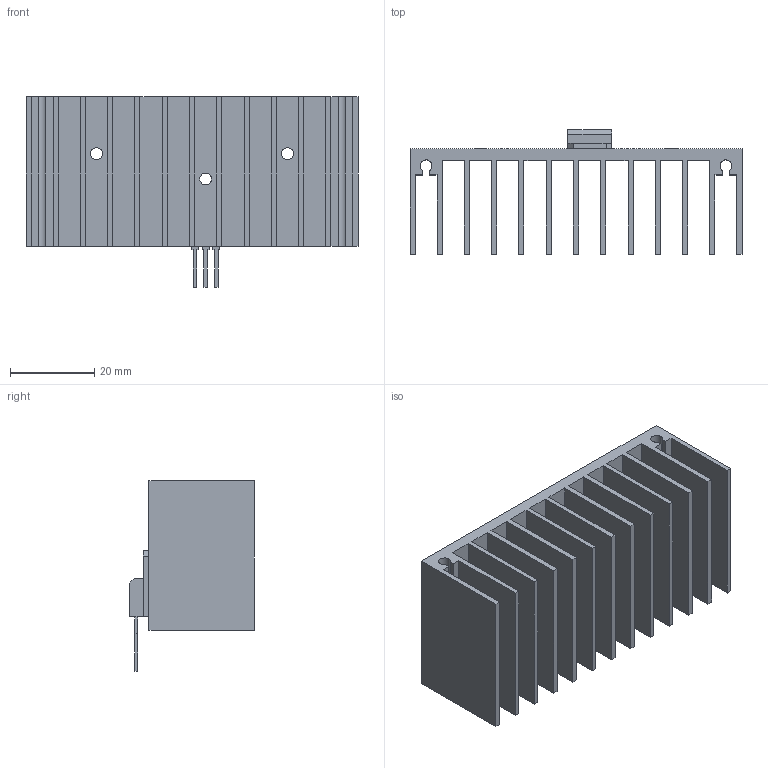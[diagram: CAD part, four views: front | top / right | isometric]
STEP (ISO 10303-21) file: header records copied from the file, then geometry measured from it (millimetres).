
FILE_DESCRIPTION(('FreeCAD Model'),'2;1');
FILE_NAME('TO220_heatsinkE.step', '2018-03-22T16:21:49',('Author'),(''), 'Open CASCADE STEP processor 6.8','FreeCAD','Unknown');
FILE_SCHEMA(('AUTOMOTIVE_DESIGN_CC2 { 1 2 10303 214 -1 1 5 4 }'));
Length unit declared in the file: millimetre
Products named in the file (3): ASSEMBLY; Heatsink_final; TO-220_final
Assembly tree (2 placements, depth 2):
  ASSEMBLY
    Heatsink_final
    TO-220_final
Bounding box: 78.74 x 29.6 x 45.29 mm (x, y, z)
Volume: 21353.7 mm3; surface area: 28241.9 mm2
Topology: 2 solids, 2 shells, 109 faces, 304 edges, 202 vertices
Faces by surface type: plane 101, cylinder 8
Full cylindrical faces by diameter (mm): 2.8 x5, 3.85 x1
Entity records: 7512 total; most frequent: CARTESIAN_POINT 1292, DIRECTION 1141, LINE 880, VECTOR 880, ORIENTED_EDGE 608, PCURVE 608, DEFINITIONAL_REPRESENTATION 608, EDGE_CURVE 304
